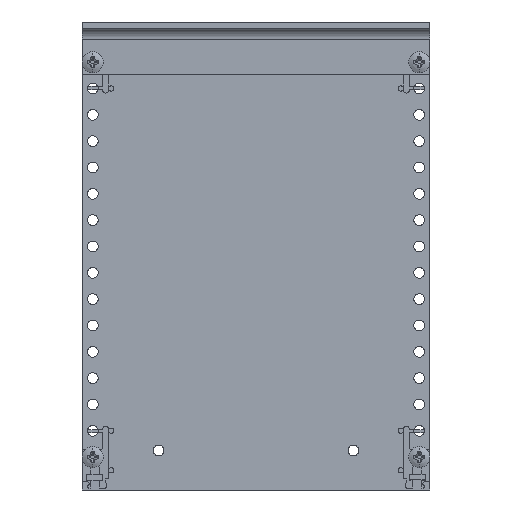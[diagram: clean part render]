
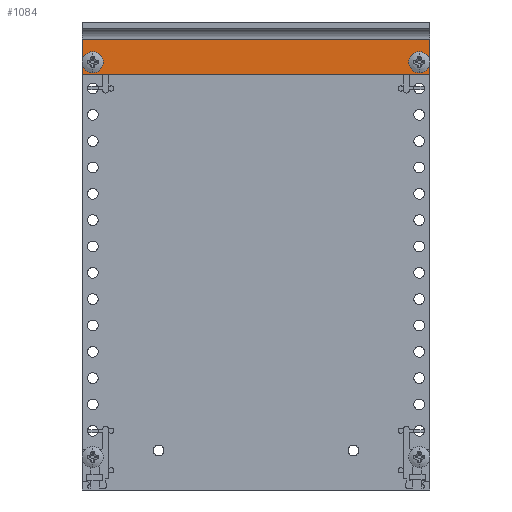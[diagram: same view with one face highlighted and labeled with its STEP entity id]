
A CAD part, left-side view. The second image highlights one B-rep face of the part: STEP entity #1084.
In plain terms, the highlighted face is planar.
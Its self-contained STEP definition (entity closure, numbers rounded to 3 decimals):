
#49=DIRECTION('',(0.,1.,0.));
#50=VECTOR('',#49,13.5);
#51=CARTESIAN_POINT('',(6.3,6.5,-66.));
#52=LINE('',#51,#50);
#295=DIRECTION('',(0.,1.,0.));
#296=VECTOR('',#295,13.5);
#297=CARTESIAN_POINT('',(6.3,6.5,66.));
#298=LINE('',#297,#296);
#387=CARTESIAN_POINT('',(6.3,15.25,62.));
#388=DIRECTION('',(1.,0.,0.));
#389=DIRECTION('',(0.,-1.,0.));
#390=AXIS2_PLACEMENT_3D('',#387,#388,#389);
#392=CARTESIAN_POINT('',(6.3,15.25,62.));
#393=DIRECTION('',(1.,0.,0.));
#394=DIRECTION('',(0.,1.,0.));
#395=AXIS2_PLACEMENT_3D('',#392,#393,#394);
#397=CARTESIAN_POINT('',(6.3,15.25,-62.));
#398=DIRECTION('',(1.,0.,0.));
#399=DIRECTION('',(0.,-1.,0.));
#400=AXIS2_PLACEMENT_3D('',#397,#398,#399);
#402=CARTESIAN_POINT('',(6.3,15.25,-62.));
#403=DIRECTION('',(1.,0.,0.));
#404=DIRECTION('',(0.,1.,0.));
#405=AXIS2_PLACEMENT_3D('',#402,#403,#404);
#416=DIRECTION('',(0.,0.,1.));
#417=VECTOR('',#416,132.);
#418=CARTESIAN_POINT('',(6.3,6.5,-66.));
#419=LINE('',#418,#417);
#425=DIRECTION('',(0.,0.,-1.));
#426=VECTOR('',#425,132.);
#427=CARTESIAN_POINT('',(6.3,20.,66.));
#428=LINE('',#427,#426);
#621=CARTESIAN_POINT('',(6.3,20.,66.));
#623=VERTEX_POINT('',#621);
#625=CARTESIAN_POINT('',(6.3,20.,-66.));
#627=VERTEX_POINT('',#625);
#629=CARTESIAN_POINT('',(6.3,13.05,62.));
#630=CARTESIAN_POINT('',(6.3,17.45,62.));
#631=VERTEX_POINT('',#629);
#632=VERTEX_POINT('',#630);
#729=CARTESIAN_POINT('',(6.3,13.05,-62.));
#730=VERTEX_POINT('',#729);
#731=CARTESIAN_POINT('',(6.3,17.45,-62.));
#732=VERTEX_POINT('',#731);
#777=CARTESIAN_POINT('',(6.3,6.5,-66.));
#778=CARTESIAN_POINT('',(6.3,6.5,66.));
#779=VERTEX_POINT('',#777);
#780=VERTEX_POINT('',#778);
#1060=CARTESIAN_POINT('',(6.3,2.5,66.));
#1061=DIRECTION('',(1.,0.,0.));
#1062=DIRECTION('',(0.,1.,0.));
#1063=AXIS2_PLACEMENT_3D('',#1060,#1061,#1062);
#1064=PLANE('',#1063);
#1066=ORIENTED_EDGE('',*,*,#1065,.T.);
#1067=ORIENTED_EDGE('',*,*,#952,.T.);
#1069=ORIENTED_EDGE('',*,*,#1068,.T.);
#1070=ORIENTED_EDGE('',*,*,#794,.F.);
#1071=EDGE_LOOP('',(#1066,#1067,#1069,#1070));
#1072=FACE_OUTER_BOUND('',#1071,.F.);
#1073=ORIENTED_EDGE('',*,*,#1050,.T.);
#1075=ORIENTED_EDGE('',*,*,#1074,.T.);
#1076=EDGE_LOOP('',(#1073,#1075));
#1077=FACE_BOUND('',#1076,.F.);
#1079=ORIENTED_EDGE('',*,*,#1078,.T.);
#1081=ORIENTED_EDGE('',*,*,#1080,.T.);
#1082=EDGE_LOOP('',(#1079,#1081));
#1083=FACE_BOUND('',#1082,.F.);
#1084=ADVANCED_FACE('',(#1072,#1077,#1083),#1064,.T.);
#391=CIRCLE('',#390,2.2);
#396=CIRCLE('',#395,2.2);
#401=CIRCLE('',#400,2.2);
#406=CIRCLE('',#405,2.2);
#794=EDGE_CURVE('',#779,#627,#52,.T.);
#952=EDGE_CURVE('',#780,#623,#298,.T.);
#1050=EDGE_CURVE('',#631,#632,#391,.T.);
#1065=EDGE_CURVE('',#779,#780,#419,.T.);
#1068=EDGE_CURVE('',#623,#627,#428,.T.);
#1074=EDGE_CURVE('',#632,#631,#396,.T.);
#1078=EDGE_CURVE('',#730,#732,#401,.T.);
#1080=EDGE_CURVE('',#732,#730,#406,.T.);
